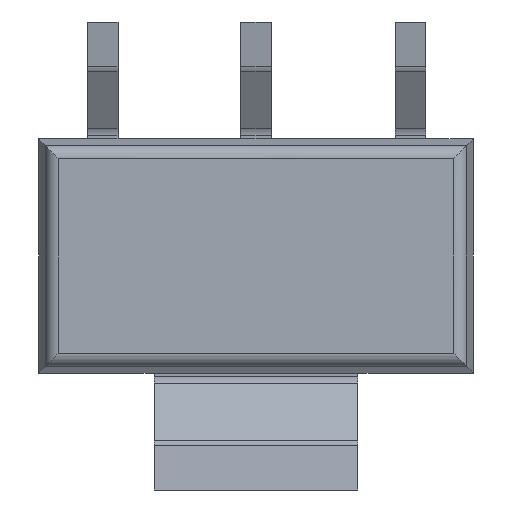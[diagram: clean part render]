
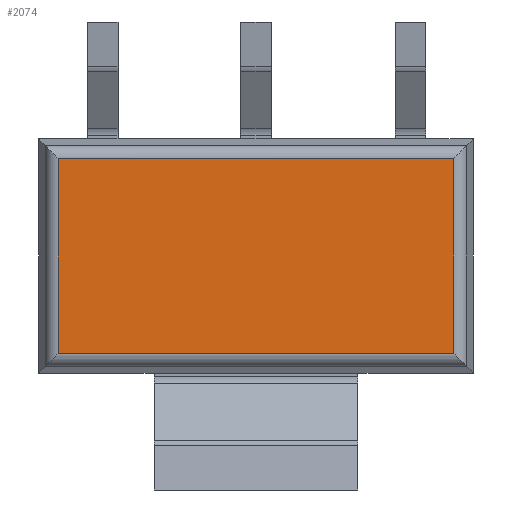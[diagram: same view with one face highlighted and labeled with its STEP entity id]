
A CAD part, front view. The second image highlights one B-rep face of the part: STEP entity #2074.
In plain terms, the highlighted planar face has unit normal (0, -1, 0).
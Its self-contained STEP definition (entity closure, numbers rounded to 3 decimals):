
#67 = EDGE_CURVE ( 'NONE', #1352, #2339, #2348, .T. ) ;
#227 = EDGE_CURVE ( 'NONE', #1909, #2904, #2470, .T. ) ;
#261 = FACE_OUTER_BOUND ( 'NONE', #2067, .T. ) ;
#445 = CARTESIAN_POINT ( 'NONE',  ( 2.955, -0.6, -1.455 ) ) ;
#605 = EDGE_CURVE ( 'NONE', #2904, #1352, #2843, .T. ) ;
#831 = DIRECTION ( 'NONE',  ( 0., 0., 1. ) ) ;
#840 = VECTOR ( 'NONE', #993, 1000. ) ;
#876 = VECTOR ( 'NONE', #1300, 1000. ) ;
#926 = CARTESIAN_POINT ( 'NONE',  ( -2.955, -0.6, -1.455 ) ) ;
#988 = ORIENTED_EDGE ( 'NONE', *, *, #605, .F. ) ;
#993 = DIRECTION ( 'NONE',  ( 1., 0., 0. ) ) ;
#1027 = CARTESIAN_POINT ( 'NONE',  ( 0., -0.6, -1.455 ) ) ;
#1126 = VECTOR ( 'NONE', #1485, 1000. ) ;
#1137 = DIRECTION ( 'NONE',  ( 0., 0., -1. ) ) ;
#1164 = CARTESIAN_POINT ( 'NONE',  ( -2.955, -0.6, 1.455 ) ) ;
#1190 = CARTESIAN_POINT ( 'NONE',  ( 2.955, -0.6, 0. ) ) ;
#1300 = DIRECTION ( 'NONE',  ( 0., 0., 1. ) ) ;
#1352 = VERTEX_POINT ( 'NONE', #2005 ) ;
#1485 = DIRECTION ( 'NONE',  ( -1., 0., 0. ) ) ;
#1491 = EDGE_CURVE ( 'NONE', #2339, #1909, #1534, .T. ) ;
#1534 = LINE ( 'NONE', #1027, #1126 ) ;
#1645 = ORIENTED_EDGE ( 'NONE', *, *, #67, .F. ) ;
#1909 = VERTEX_POINT ( 'NONE', #926 ) ;
#1911 = PLANE ( 'NONE',  #2633 ) ;
#1947 = ORIENTED_EDGE ( 'NONE', *, *, #227, .F. ) ;
#1989 = CARTESIAN_POINT ( 'NONE',  ( -2.955, -0.6, 0. ) ) ;
#2005 = CARTESIAN_POINT ( 'NONE',  ( 2.955, -0.6, 1.455 ) ) ;
#2067 = EDGE_LOOP ( 'NONE', ( #1947, #2196, #1645, #988 ) ) ;
#2074 = ADVANCED_FACE ( 'NONE', ( #261 ), #1911, .F. ) ;
#2196 = ORIENTED_EDGE ( 'NONE', *, *, #1491, .F. ) ;
#2224 = CARTESIAN_POINT ( 'NONE',  ( 0., -0.6, 0. ) ) ;
#2339 = VERTEX_POINT ( 'NONE', #445 ) ;
#2348 = LINE ( 'NONE', #1190, #2719 ) ;
#2469 = DIRECTION ( 'NONE',  ( 0., 1., 0. ) ) ;
#2470 = LINE ( 'NONE', #1989, #876 ) ;
#2633 = AXIS2_PLACEMENT_3D ( 'NONE', #2224, #2469, #831 ) ;
#2719 = VECTOR ( 'NONE', #1137, 1000. ) ;
#2843 = LINE ( 'NONE', #3117, #840 ) ;
#2904 = VERTEX_POINT ( 'NONE', #1164 ) ;
#3117 = CARTESIAN_POINT ( 'NONE',  ( 0., -0.6, 1.455 ) ) ;
